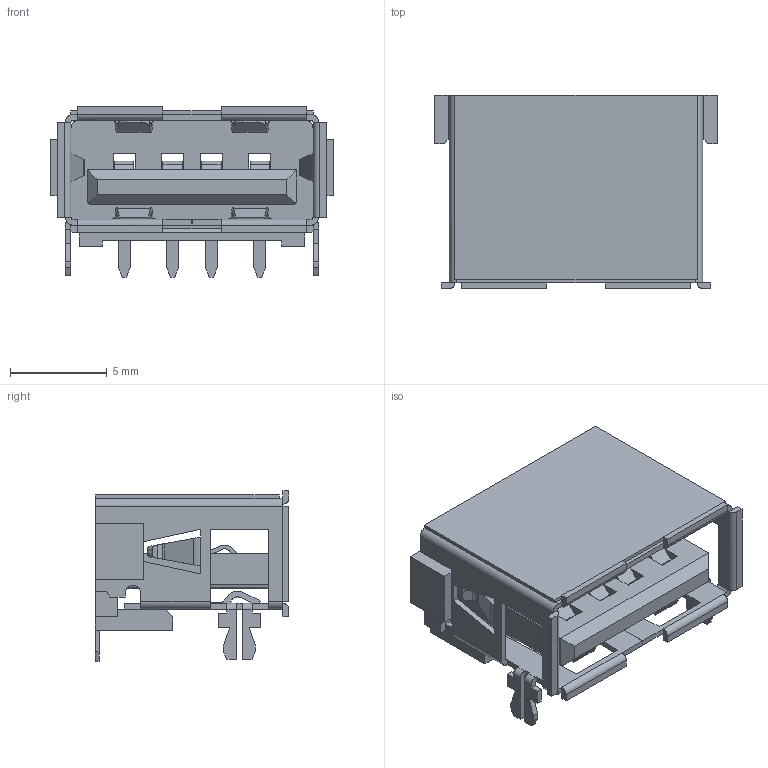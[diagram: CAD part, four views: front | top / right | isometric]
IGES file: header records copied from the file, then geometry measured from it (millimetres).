
Start section: C
Global section: file name: 614104150121.igs; native system: By Siemens PLM Incorporated; preprocessor: XPlus GENERIC/IGES 17.0.49; author: Author; organization: Title; date: 20150224.091820; units: millimetre
Bounding box: 14.6 x 10 x 8.82 mm (x, y, z)
Surface area: 1687 mm2 (no closed solid volume)
Topology: 0 solids, 0 shells, 655 faces, 3716 edges, 3716 vertices
Faces by surface type: bspline 655
